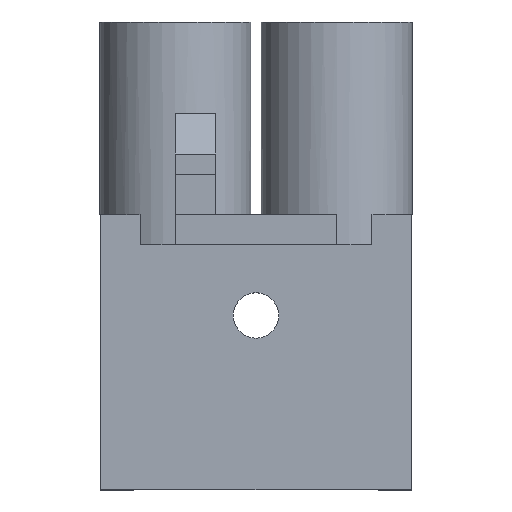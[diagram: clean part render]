
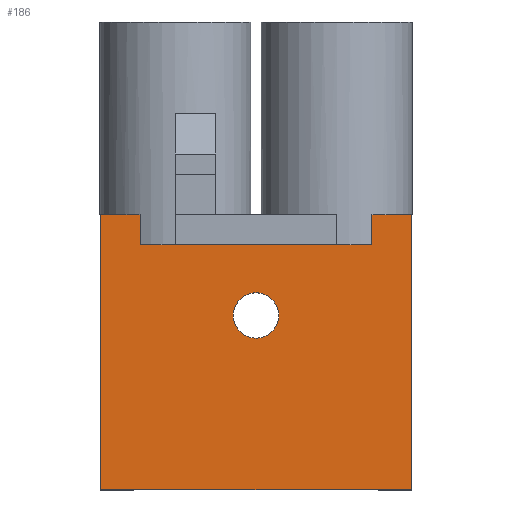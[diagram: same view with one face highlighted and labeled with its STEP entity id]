
A CAD part, top view. The second image highlights one B-rep face of the part: STEP entity #186.
In plain terms, the highlighted planar face has unit normal (0, 0, 1).
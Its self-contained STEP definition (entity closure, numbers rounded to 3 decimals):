
#82=FACE_BOUND('',#560,.T.);
#83=FACE_BOUND('',#561,.T.);
#186=ADVANCED_FACE('',(#82,#83),#343,.F.);
#343=PLANE('',#2697);
#560=EDGE_LOOP('',(#895));
#561=EDGE_LOOP('',(#896,#897,#898,#899,#900,#901,#902,#903,#904,#905));
#770=CIRCLE('',#2696,1.125);
#895=ORIENTED_EDGE('',*,*,#1861,.T.);
#896=ORIENTED_EDGE('',*,*,#1862,.T.);
#897=ORIENTED_EDGE('',*,*,#1863,.T.);
#898=ORIENTED_EDGE('',*,*,#1864,.T.);
#899=ORIENTED_EDGE('',*,*,#1865,.T.);
#900=ORIENTED_EDGE('',*,*,#1866,.T.);
#901=ORIENTED_EDGE('',*,*,#1867,.T.);
#902=ORIENTED_EDGE('',*,*,#1868,.T.);
#903=ORIENTED_EDGE('',*,*,#1869,.F.);
#904=ORIENTED_EDGE('',*,*,#1870,.F.);
#905=ORIENTED_EDGE('',*,*,#1871,.T.);
#1611=VERTEX_POINT('',#3769);
#1612=VERTEX_POINT('',#3771);
#1613=VERTEX_POINT('',#3772);
#1614=VERTEX_POINT('',#3774);
#1615=VERTEX_POINT('',#3776);
#1616=VERTEX_POINT('',#3778);
#1617=VERTEX_POINT('',#3780);
#1618=VERTEX_POINT('',#3782);
#1619=VERTEX_POINT('',#3784);
#1620=VERTEX_POINT('',#3786);
#1621=VERTEX_POINT('',#3788);
#1861=EDGE_CURVE('',#1611,#1611,#770,.T.);
#1862=EDGE_CURVE('',#1612,#1613,#2212,.T.);
#1863=EDGE_CURVE('',#1613,#1614,#2213,.T.);
#1864=EDGE_CURVE('',#1614,#1615,#2214,.T.);
#1865=EDGE_CURVE('',#1615,#1616,#2215,.T.);
#1866=EDGE_CURVE('',#1616,#1617,#2216,.T.);
#1867=EDGE_CURVE('',#1617,#1618,#2217,.T.);
#1868=EDGE_CURVE('',#1618,#1619,#2218,.T.);
#1869=EDGE_CURVE('',#1620,#1619,#2219,.T.);
#1870=EDGE_CURVE('',#1621,#1620,#2220,.T.);
#1871=EDGE_CURVE('',#1621,#1612,#2221,.T.);
#2212=LINE('',#3770,#2455);
#2213=LINE('',#3773,#2456);
#2214=LINE('',#3775,#2457);
#2215=LINE('',#3777,#2458);
#2216=LINE('',#3779,#2459);
#2217=LINE('',#3781,#2460);
#2218=LINE('',#3783,#2461);
#2219=LINE('',#3785,#2462);
#2220=LINE('',#3787,#2463);
#2221=LINE('',#3789,#2464);
#2455=VECTOR('',#2978,1.);
#2456=VECTOR('',#2979,1.);
#2457=VECTOR('',#2980,1.);
#2458=VECTOR('',#2981,1.);
#2459=VECTOR('',#2982,1.);
#2460=VECTOR('',#2983,1.);
#2461=VECTOR('',#2984,1.);
#2462=VECTOR('',#2985,1.);
#2463=VECTOR('',#2986,1.);
#2464=VECTOR('',#2987,1.);
#2696=AXIS2_PLACEMENT_3D('',#3768,#2976,#2977);
#2697=AXIS2_PLACEMENT_3D('',#3790,#2988,#2989);
#2976=DIRECTION('',(0.,0.,-1.));
#2977=DIRECTION('',(-1.,0.,0.));
#2978=DIRECTION('',(-1.,0.,0.));
#2979=DIRECTION('',(-1.,0.,0.));
#2980=DIRECTION('',(0.,-1.,0.));
#2981=DIRECTION('',(-1.,0.,0.));
#2982=DIRECTION('',(0.,1.,0.));
#2983=DIRECTION('',(-1.,0.,0.));
#2984=DIRECTION('',(-1.,0.,0.));
#2985=DIRECTION('',(0.,1.,0.));
#2986=DIRECTION('',(-1.,0.,0.));
#2987=DIRECTION('',(0.,1.,0.));
#2988=DIRECTION('',(0.,0.,-1.));
#2989=DIRECTION('',(0.,1.,0.));
#3768=CARTESIAN_POINT('',(-0.643,8.002,23.945));
#3769=CARTESIAN_POINT('',(-1.768,8.002,23.945));
#3770=CARTESIAN_POINT('',(6.657,13.002,23.945));
#3771=CARTESIAN_POINT('',(7.057,13.002,23.945));
#3772=CARTESIAN_POINT('',(5.873,13.002,23.945));
#3773=CARTESIAN_POINT('',(6.657,13.002,23.945));
#3774=CARTESIAN_POINT('',(1.875,13.002,23.945));
#3775=CARTESIAN_POINT('',(1.875,22.552,23.945));
#3776=CARTESIAN_POINT('',(1.875,11.502,23.945));
#3777=CARTESIAN_POINT('',(3.357,11.502,23.945));
#3778=CARTESIAN_POINT('',(-3.162,11.502,23.945));
#3779=CARTESIAN_POINT('',(-3.162,13.002,23.945));
#3780=CARTESIAN_POINT('',(-3.162,13.002,23.945));
#3781=CARTESIAN_POINT('',(6.657,13.002,23.945));
#3782=CARTESIAN_POINT('',(-7.16,13.002,23.945));
#3783=CARTESIAN_POINT('',(6.657,13.002,23.945));
#3784=CARTESIAN_POINT('',(-8.343,13.002,23.945));
#3785=CARTESIAN_POINT('',(-8.343,13.002,23.945));
#3786=CARTESIAN_POINT('',(-8.343,-0.648,23.945));
#3787=CARTESIAN_POINT('',(6.657,-0.648,23.945));
#3788=CARTESIAN_POINT('',(7.057,-0.648,23.945));
#3789=CARTESIAN_POINT('',(7.057,13.002,23.945));
#3790=CARTESIAN_POINT('',(-8.343,13.002,23.945));
